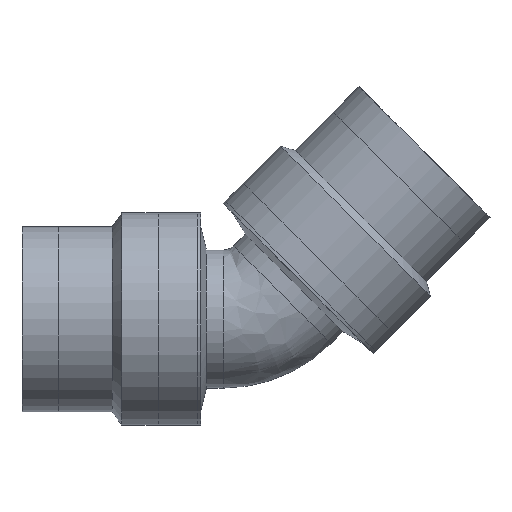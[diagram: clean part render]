
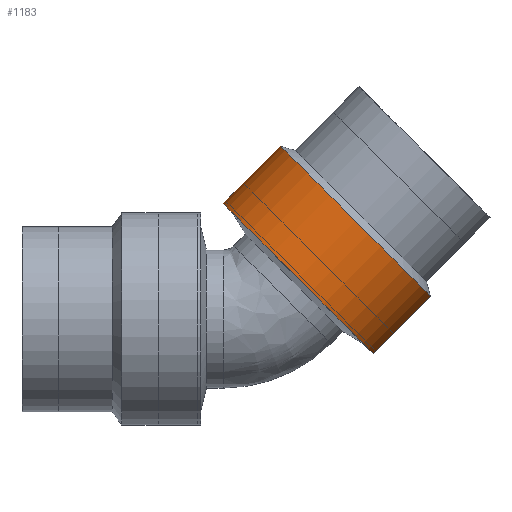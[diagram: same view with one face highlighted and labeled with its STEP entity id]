
A CAD part, top view. The second image highlights one B-rep face of the part: STEP entity #1183.
In plain terms, the highlighted cylindrical face has radius 31.5 mm (diameter 63 mm), a partial arc.
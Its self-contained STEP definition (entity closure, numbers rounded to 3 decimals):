
#99=CYLINDRICAL_SURFACE('',#1282,31.5);
#137=FACE_OUTER_BOUND('',#222,.T.);
#222=EDGE_LOOP('',(#796,#797,#798,#799));
#305=LINE('',#1881,#378);
#306=LINE('',#1882,#379);
#378=VECTOR('',#1466,304.8);
#379=VECTOR('',#1467,304.8);
#451=CIRCLE('',#1279,31.5);
#453=CIRCLE('',#1283,31.5);
#533=VERTEX_POINT('',#1861);
#534=VERTEX_POINT('',#1863);
#535=VERTEX_POINT('',#1878);
#536=VERTEX_POINT('',#1879);
#621=EDGE_CURVE('',#533,#534,#451,.T.);
#623=EDGE_CURVE('',#536,#534,#305,.T.);
#624=EDGE_CURVE('',#533,#535,#306,.T.);
#625=EDGE_CURVE('',#536,#535,#453,.T.);
#796=ORIENTED_EDGE('',*,*,#623,.F.);
#797=ORIENTED_EDGE('',*,*,#625,.T.);
#798=ORIENTED_EDGE('',*,*,#624,.F.);
#799=ORIENTED_EDGE('',*,*,#621,.T.);
#1183=ADVANCED_FACE('',(#137),#99,.T.);
#1279=AXIS2_PLACEMENT_3D('',#1876,#1460,#1461);
#1282=AXIS2_PLACEMENT_3D('',#1883,#1468,#1469);
#1283=AXIS2_PLACEMENT_3D('',#1884,#1470,#1471);
#1460=DIRECTION('center_axis',(-0.707,-0.707,0.));
#1461=DIRECTION('ref_axis',(-0.707,0.707,0.));
#1466=DIRECTION('',(0.707,0.707,0.));
#1467=DIRECTION('',(-0.707,-0.707,0.));
#1468=DIRECTION('center_axis',(-0.707,-0.707,0.));
#1469=DIRECTION('ref_axis',(-0.707,0.707,0.));
#1470=DIRECTION('center_axis',(0.707,0.707,0.));
#1471=DIRECTION('ref_axis',(-0.707,0.707,0.));
#1861=CARTESIAN_POINT('',(51.301,-4.747,0.));
#1863=CARTESIAN_POINT('',(6.753,39.801,0.));
#1876=CARTESIAN_POINT('Origin',(29.027,17.527,0.));
#1878=CARTESIAN_POINT('',(34.295,-21.753,0.));
#1879=CARTESIAN_POINT('',(-10.253,22.795,0.));
#1881=CARTESIAN_POINT('',(-10.253,22.795,0.));
#1882=CARTESIAN_POINT('',(51.301,-4.747,0.));
#1883=CARTESIAN_POINT('Origin',(70.012,58.512,0.));
#1884=CARTESIAN_POINT('Origin',(12.021,0.521,0.));
